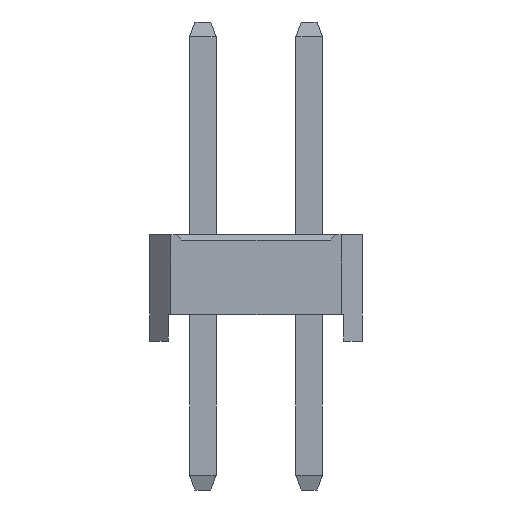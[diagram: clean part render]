
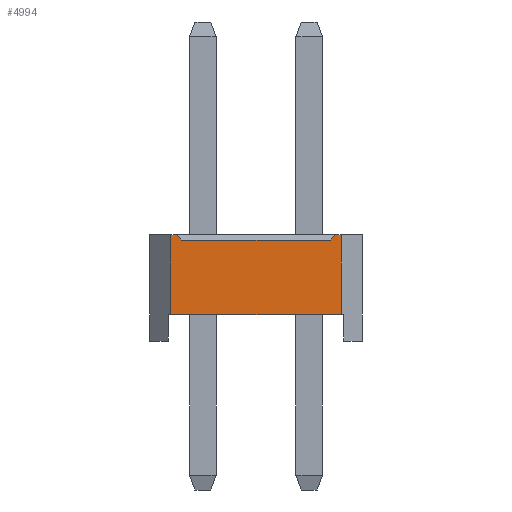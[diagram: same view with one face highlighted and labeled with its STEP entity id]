
A CAD part, left-side view. The second image highlights one B-rep face of the part: STEP entity #4994.
In plain terms, the highlighted planar face has unit normal (-1, 0, 0).
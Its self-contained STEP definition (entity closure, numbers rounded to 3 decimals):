
#4994=ADVANCED_FACE('',(#20048),#20050,.T.);
#20048=FACE_BOUND('',#20049,.T.);
#20049=EDGE_LOOP('',(#31817,#31818,#31819,#31820,#31821,#31822,#31823,#31824));
#20050=PLANE('',#20051);
#20051=AXIS2_PLACEMENT_3D('',#20052,#20053,#20054);
#20052=CARTESIAN_POINT('',(-1.,2.6,0.));
#20053=DIRECTION('',(-1.,0.,0.));
#20054=DIRECTION('',(0.,-1.,0.));
#31817=ORIENTED_EDGE('',*,*,#39082,.F.);
#31818=ORIENTED_EDGE('',*,*,#39083,.T.);
#31819=ORIENTED_EDGE('',*,*,#39084,.F.);
#31820=ORIENTED_EDGE('',*,*,#37456,.F.);
#31821=ORIENTED_EDGE('',*,*,#39085,.F.);
#31822=ORIENTED_EDGE('',*,*,#36860,.T.);
#31823=ORIENTED_EDGE('',*,*,#39081,.T.);
#31824=ORIENTED_EDGE('',*,*,#37460,.F.);
#36860=EDGE_CURVE('',#41044,#41042,#41045,.T.);
#37456=EDGE_CURVE('',#42234,#42236,#42237,.T.);
#37460=EDGE_CURVE('',#42242,#42244,#42245,.T.);
#39081=EDGE_CURVE('',#41042,#42244,#44937,.T.);
#39082=EDGE_CURVE('',#44938,#42242,#44939,.F.);
#39083=EDGE_CURVE('',#44938,#44940,#44941,.T.);
#39084=EDGE_CURVE('',#42236,#44940,#44942,.F.);
#39085=EDGE_CURVE('',#41044,#42234,#44943,.T.);
#41042=VERTEX_POINT('',#47826);
#41044=VERTEX_POINT('',#47830);
#41045=LINE('',#47831,#47832);
#42234=VERTEX_POINT('',#50210);
#42236=VERTEX_POINT('',#50214);
#42237=LINE('',#50215,#50216);
#42242=VERTEX_POINT('',#50226);
#42244=VERTEX_POINT('',#50230);
#42245=LINE('',#50231,#50232);
#44937=LINE('',#56165,#56166);
#44938=VERTEX_POINT('',#56168);
#44939=LINE('',#56169,#56170);
#44940=VERTEX_POINT('',#56172);
#44941=LINE('',#56173,#56174);
#44942=LINE('',#56176,#56177);
#44943=LINE('',#56179,#56180);
#47826=CARTESIAN_POINT('',(-1.,-0.6,0.5));
#47830=CARTESIAN_POINT('',(-1.,2.6,0.5));
#47831=CARTESIAN_POINT('',(-1.,2.6,0.5));
#47832=VECTOR('',#47833,1.);
#47833=DIRECTION('',(0.,-1.,0.));
#50210=CARTESIAN_POINT('',(-1.,2.6,2.));
#50214=CARTESIAN_POINT('',(-1.,2.5,2.));
#50215=CARTESIAN_POINT('',(-1.,2.6,2.));
#50216=VECTOR('',#50217,1.);
#50217=DIRECTION('',(0.,-1.,0.));
#50226=CARTESIAN_POINT('',(-1.,-0.5,2.));
#50230=CARTESIAN_POINT('',(-1.,-0.6,2.));
#50231=CARTESIAN_POINT('',(-1.,-0.5,2.));
#50232=VECTOR('',#50233,1.);
#50233=DIRECTION('',(0.,-1.,0.));
#56165=CARTESIAN_POINT('',(-1.,-0.6,0.5));
#56166=VECTOR('',#56167,1.);
#56167=DIRECTION('',(0.,0.,1.));
#56168=CARTESIAN_POINT('',(-1.,-0.4,1.9));
#56169=CARTESIAN_POINT('',(-1.,-0.5,2.));
#56170=VECTOR('',#56171,1.);
#56171=DIRECTION('',(0.,0.707,-0.707));
#56172=CARTESIAN_POINT('',(-1.,2.4,1.9));
#56173=CARTESIAN_POINT('',(-1.,-0.4,1.9));
#56174=VECTOR('',#56175,1.);
#56175=DIRECTION('',(0.,1.,0.));
#56176=CARTESIAN_POINT('',(-1.,2.4,1.9));
#56177=VECTOR('',#56178,1.);
#56178=DIRECTION('',(0.,0.707,0.707));
#56179=CARTESIAN_POINT('',(-1.,2.6,0.5));
#56180=VECTOR('',#56181,1.);
#56181=DIRECTION('',(0.,0.,1.));
